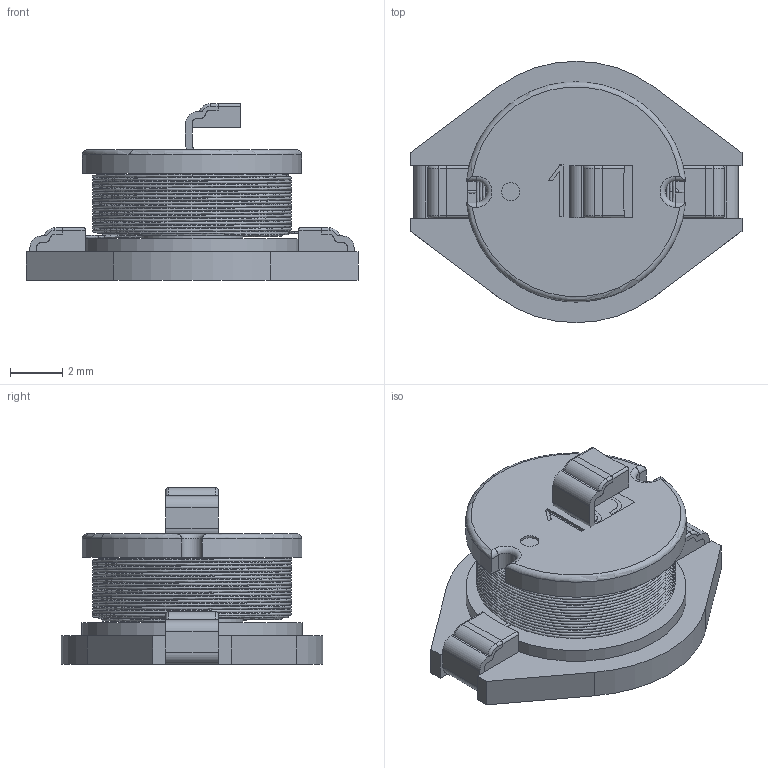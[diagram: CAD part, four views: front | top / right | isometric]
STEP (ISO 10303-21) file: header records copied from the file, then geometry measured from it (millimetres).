
FILE_DESCRIPTION( ( 'Unknown' ), '1' );
FILE_NAME( '7445640.stp', 'Unknown', ( 'Unknown' ), ( 'Unknown' ), 'XStep 1.0', 'Unknown', ' ' );
FILE_SCHEMA( ( 'automotive_design' ) );
Length unit declared in the file: millimetre
Products named in the file (5): Assem1; 7445640; L飆fl踄he; Klebemasse
Bounding box: 12.7 x 10 x 6.76 mm (x, y, z)
Volume: 449.1 mm3; surface area: 1850.7 mm2
Topology: 10 solids, 10 shells, 269 faces, 669 edges, 436 vertices
Faces by surface type: plane 148, cylinder 71, bspline 22, torus 14, extrusion 14
Full cylindrical faces by diameter (mm): 0.7 x2, 3.9 x2, 8.43 x2
Entity records: 10319 total; most frequent: CARTESIAN_POINT 7474, ORIENTED_EDGE 528, DIRECTION 495, EDGE_CURVE 264, VERTEX_POINT 180, AXIS2_PLACEMENT_3D 167, VECTOR 161, LINE 154
